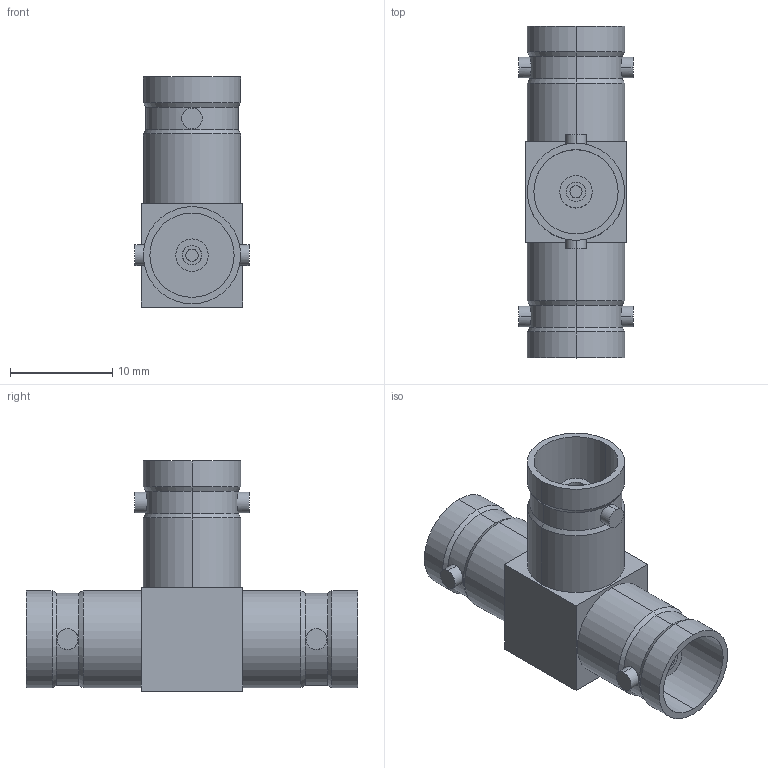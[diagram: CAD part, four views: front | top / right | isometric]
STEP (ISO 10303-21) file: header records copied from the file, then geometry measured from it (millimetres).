
FILE_DESCRIPTION (( 'STEP AP203' ), '1' );
FILE_NAME ('BA832E.STEP', '2006-06-30T19:26:05', ( ' ' ), ( ' ' ), 'SwSTEP 2.0', 'SolidWorks 2005354', '' );
FILE_SCHEMA (( 'CONFIG_CONTROL_DESIGN' ));
Length unit declared in the file: inch
Products named in the file (1): BA832E
Bounding box: 11.18 x 32.51 x 22.54 mm (x, y, z)
Volume: 1984.4 mm3; surface area: 2920.5 mm2
Topology: 1 solids, 1 shells, 99 faces, 198 edges, 124 vertices
Faces by surface type: cylinder 58, plane 29, cone 12
Entity records: 2843 total; most frequent: CARTESIAN_POINT 626, DIRECTION 490, ORIENTED_EDGE 396, AXIS2_PLACEMENT_3D 204, EDGE_CURVE 198, VERTEX_POINT 124, EDGE_LOOP 122, CIRCLE 104
